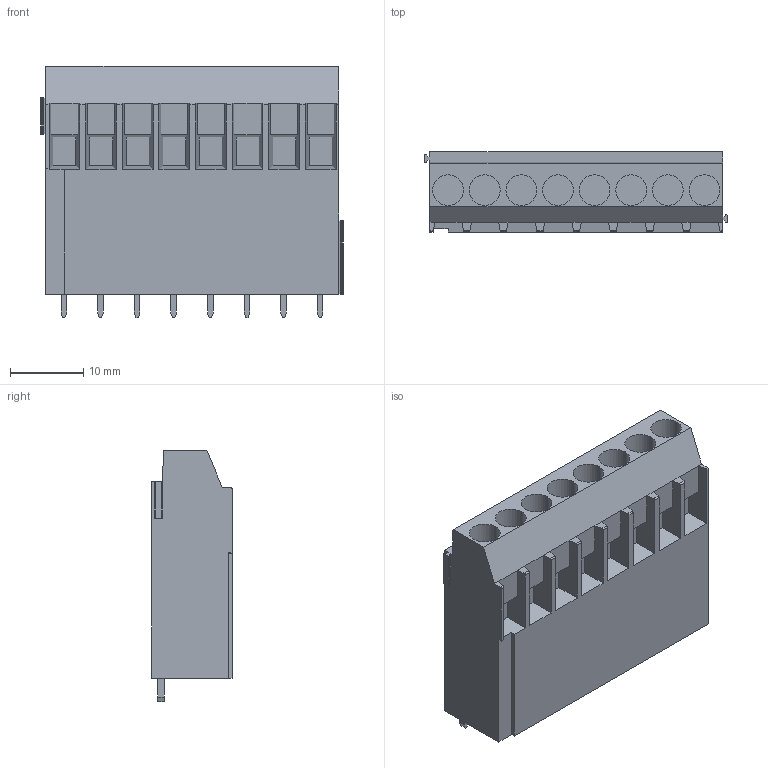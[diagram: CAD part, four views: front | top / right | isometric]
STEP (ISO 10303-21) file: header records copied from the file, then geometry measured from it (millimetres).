
FILE_DESCRIPTION(('CATIA V5 STEP Exchange','CAx-IF Rec.Pracs.--- Model Styling and Organization---1.2---2011-12-15'),'2;1');
FILE_NAME ('D1460865_0_1975310000_1975310000.stp','2018-09-07T04:45:40+00:00',('none'),('Weidmueller'),'CATIA Version 5-6 Release 2014','CATIA V5 STEP AP214','none');
FILE_SCHEMA(('AUTOMOTIVE_DESIGN { 1 0 10303 214 1 1 1 1 }'));
Length unit declared in the file: millimetre
Products named in the file (1): 1975310000
Bounding box: 41.28 x 10.94 x 34.3 mm (x, y, z)
Volume: 11955.7 mm3; surface area: 4704.3 mm2
Topology: 9 solids, 9 shells, 195 faces, 491 edges, 322 vertices
Faces by surface type: plane 158, cylinder 37
Entity records: 5283 total; most frequent: CARTESIAN_POINT 1018, ORIENTED_EDGE 982, DIRECTION 659, EDGE_CURVE 491, VECTOR 385, LINE 385, VERTEX_POINT 322, EDGE_LOOP 203
